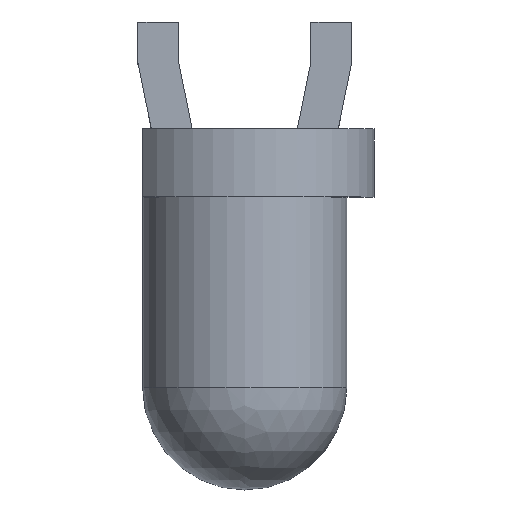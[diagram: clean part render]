
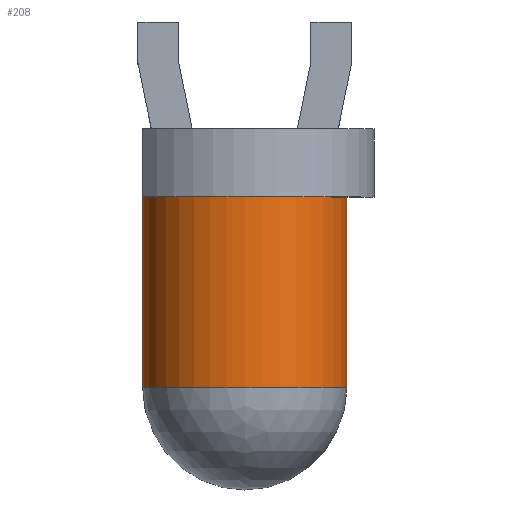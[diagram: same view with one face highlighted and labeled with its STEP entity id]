
A CAD part, top view. The second image highlights one B-rep face of the part: STEP entity #208.
In plain terms, the highlighted cylindrical face has radius 1.5 mm (diameter 3 mm), a full revolution.
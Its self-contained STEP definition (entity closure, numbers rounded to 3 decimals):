
#27=CARTESIAN_POINT('',(1.27,-1.27,10.));
#28=DIRECTION('',(0.,-1.,0.));
#29=DIRECTION('',(1.,0.,0.));
#42=AXIS2_PLACEMENT_3D('',#43,#28,#29);
#43=CARTESIAN_POINT('',(1.27,-2.27,10.));
#73=CARTESIAN_POINT('',(1.27,-1.27,11.5));
#89=VERTEX_POINT('',#90);
#90=CARTESIAN_POINT('',(-0.23,-2.27,10.));
#115=ORIENTED_EDGE('',*,*,#116,.T.);
#116=EDGE_CURVE('',#117,#89,#119,.T.);
#117=VERTEX_POINT('',#118);
#118=CARTESIAN_POINT('',(1.27,-2.27,11.5));
#119=CIRCLE('',#42,1.5);
#120=ORIENTED_EDGE('',*,*,#121,.T.);
#121=EDGE_CURVE('',#89,#122,#119,.T.);
#122=VERTEX_POINT('',#123);
#123=CARTESIAN_POINT('',(2.77,-2.27,10.));
#124=ORIENTED_EDGE('',*,*,#125,.T.);
#125=EDGE_CURVE('',#122,#117,#119,.T.);
#208=ADVANCED_FACE('',(#209),#226,.T.);
#209=FACE_BOUND('',#210,.T.);
#210=EDGE_LOOP('',(#124,#211,#218,#225,#115,#120));
#211=ORIENTED_EDGE('',*,*,#212,.T.);
#212=EDGE_CURVE('',#117,#213,#215,.T.);
#213=VERTEX_POINT('',#214);
#214=CARTESIAN_POINT('',(1.27,-5.07,11.5));
#215=LINE('',#73,#216);
#216=VECTOR('',#217,1.);
#217=DIRECTION('',(0.,-1.,0.));
#218=ORIENTED_EDGE('',*,*,#219,.F.);
#219=EDGE_CURVE('',#213,#213,#220,.T.);
#220=CIRCLE('',#221,1.5);
#221=AXIS2_PLACEMENT_3D('',#222,#223,#224);
#222=CARTESIAN_POINT('',(1.27,-5.07,10.));
#223=DIRECTION('',(0.,-1.,0.));
#224=DIRECTION('',(0.,0.,1.));
#225=ORIENTED_EDGE('',*,*,#212,.F.);
#226=CYLINDRICAL_SURFACE('',#227,1.5);
#227=AXIS2_PLACEMENT_3D('',#27,#228,#229);
#228=DIRECTION('',(0.,-1.,0.));
#229=DIRECTION('',(0.,0.,1.));
